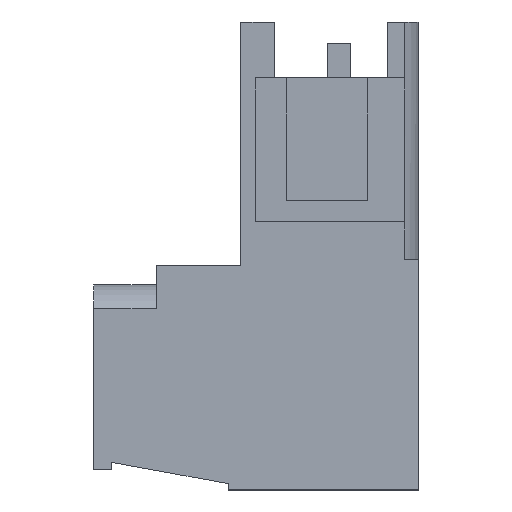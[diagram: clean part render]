
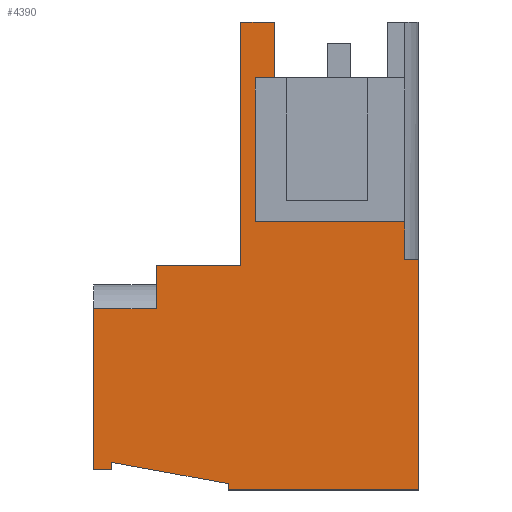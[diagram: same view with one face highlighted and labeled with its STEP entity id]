
A CAD part, left-side view. The second image highlights one B-rep face of the part: STEP entity #4390.
In plain terms, the highlighted planar face has unit normal (-1, 0, 0).
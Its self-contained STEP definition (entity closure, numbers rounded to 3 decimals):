
#2108=AXIS2_PLACEMENT_3D('Plane Axis2P3D',#2105,#2106,#2107) ;
#2090=CARTESIAN_POINT('Vertex',(0.98,6.785,19.415)) ;
#2105=CARTESIAN_POINT('Axis2P3D Location',(0.98,3.66,22.05)) ;
#2210=CARTESIAN_POINT('Vertex',(0.98,0.65,12.635)) ;
#2213=CARTESIAN_POINT('Line Origine',(0.98,0.65,11.743)) ;
#2217=CARTESIAN_POINT('Vertex',(0.98,0.65,10.85)) ;
#2275=CARTESIAN_POINT('Vertex',(0.98,6.785,22.05)) ;
#2278=CARTESIAN_POINT('Line Origine',(0.98,6.785,20.732)) ;
#2997=CARTESIAN_POINT('Line Origine',(0.98,7.23,19.415)) ;
#3001=CARTESIAN_POINT('Vertex',(0.98,7.675,19.415)) ;
#4169=CARTESIAN_POINT('Line Origine',(0.98,0.325,10.85)) ;
#4173=CARTESIAN_POINT('Vertex',(0.98,0.,10.85)) ;
#4268=CARTESIAN_POINT('Vertex',(0.98,7.675,12.635)) ;
#4271=CARTESIAN_POINT('Line Origine',(0.98,4.163,12.635)) ;
#4283=CARTESIAN_POINT('Line Origine',(0.98,7.675,16.025)) ;
#4288=CARTESIAN_POINT('Line Origine',(0.98,7.575,22.05)) ;
#4292=CARTESIAN_POINT('Vertex',(0.98,8.365,22.05)) ;
#4295=CARTESIAN_POINT('Line Origine',(0.98,8.365,16.318)) ;
#4299=CARTESIAN_POINT('Vertex',(0.98,8.365,10.586)) ;
#4302=CARTESIAN_POINT('Line Origine',(0.98,10.358,10.586)) ;
#4306=CARTESIAN_POINT('Vertex',(0.98,12.35,10.586)) ;
#4309=CARTESIAN_POINT('Line Origine',(0.98,12.35,9.568)) ;
#4313=CARTESIAN_POINT('Vertex',(0.98,12.35,8.55)) ;
#4316=CARTESIAN_POINT('Line Origine',(0.98,13.825,8.55)) ;
#4320=CARTESIAN_POINT('Vertex',(0.98,15.3,8.55)) ;
#4323=CARTESIAN_POINT('Line Origine',(0.98,15.3,4.75)) ;
#4327=CARTESIAN_POINT('Vertex',(0.98,15.3,0.95)) ;
#4330=CARTESIAN_POINT('Line Origine',(0.98,14.875,0.95)) ;
#4334=CARTESIAN_POINT('Vertex',(0.98,14.45,0.95)) ;
#4337=CARTESIAN_POINT('Line Origine',(0.98,14.45,1.127)) ;
#4341=CARTESIAN_POINT('Vertex',(0.98,14.45,1.303)) ;
#4344=CARTESIAN_POINT('Line Origine',(0.98,11.705,0.801)) ;
#4348=CARTESIAN_POINT('Vertex',(0.98,8.961,0.299)) ;
#4351=CARTESIAN_POINT('Line Origine',(0.98,8.961,0.149)) ;
#4355=CARTESIAN_POINT('Vertex',(0.98,8.961,0.)) ;
#4358=CARTESIAN_POINT('Line Origine',(0.98,4.48,0.)) ;
#4362=CARTESIAN_POINT('Vertex',(0.98,0.,0.)) ;
#4365=CARTESIAN_POINT('Line Origine',(0.98,0.,5.425)) ;
#2106=DIRECTION('Axis2P3D Direction',(1.,0.,0.)) ;
#2107=DIRECTION('Axis2P3D XDirection',(0.,1.,0.)) ;
#2214=DIRECTION('Vector Direction',(0.,0.,-1.)) ;
#2279=DIRECTION('Vector Direction',(0.,0.,1.)) ;
#2998=DIRECTION('Vector Direction',(0.,-1.,0.)) ;
#4170=DIRECTION('Vector Direction',(0.,-1.,0.)) ;
#4272=DIRECTION('Vector Direction',(0.,-1.,0.)) ;
#4284=DIRECTION('Vector Direction',(0.,0.,-1.)) ;
#4289=DIRECTION('Vector Direction',(0.,-1.,0.)) ;
#4296=DIRECTION('Vector Direction',(0.,0.,-1.)) ;
#4303=DIRECTION('Vector Direction',(0.,-1.,0.)) ;
#4310=DIRECTION('Vector Direction',(0.,0.,1.)) ;
#4317=DIRECTION('Vector Direction',(0.,-1.,0.)) ;
#4324=DIRECTION('Vector Direction',(0.,0.,1.)) ;
#4331=DIRECTION('Vector Direction',(0.,1.,0.)) ;
#4338=DIRECTION('Vector Direction',(0.,0.,-1.)) ;
#4345=DIRECTION('Vector Direction',(0.,-0.984,-0.18)) ;
#4352=DIRECTION('Vector Direction',(0.,0.,-1.)) ;
#4359=DIRECTION('Vector Direction',(0.,-1.,0.)) ;
#4366=DIRECTION('Vector Direction',(0.,0.,-1.)) ;
#2215=VECTOR('Line Direction',#2214,1.) ;
#2280=VECTOR('Line Direction',#2279,1.) ;
#2999=VECTOR('Line Direction',#2998,1.) ;
#4171=VECTOR('Line Direction',#4170,1.) ;
#4273=VECTOR('Line Direction',#4272,1.) ;
#4285=VECTOR('Line Direction',#4284,1.) ;
#4290=VECTOR('Line Direction',#4289,1.) ;
#4297=VECTOR('Line Direction',#4296,1.) ;
#4304=VECTOR('Line Direction',#4303,1.) ;
#4311=VECTOR('Line Direction',#4310,1.) ;
#4318=VECTOR('Line Direction',#4317,1.) ;
#4325=VECTOR('Line Direction',#4324,1.) ;
#4332=VECTOR('Line Direction',#4331,1.) ;
#4339=VECTOR('Line Direction',#4338,1.) ;
#4346=VECTOR('Line Direction',#4345,1.) ;
#4353=VECTOR('Line Direction',#4352,1.) ;
#4360=VECTOR('Line Direction',#4359,1.) ;
#4367=VECTOR('Line Direction',#4366,1.) ;
#4371=ORIENTED_EDGE('',*,*,#4275,.F.) ;
#4372=ORIENTED_EDGE('',*,*,#4287,.T.) ;
#4373=ORIENTED_EDGE('',*,*,#3003,.T.) ;
#4374=ORIENTED_EDGE('',*,*,#2282,.T.) ;
#4375=ORIENTED_EDGE('',*,*,#4294,.F.) ;
#4376=ORIENTED_EDGE('',*,*,#4301,.T.) ;
#4377=ORIENTED_EDGE('',*,*,#4308,.F.) ;
#4378=ORIENTED_EDGE('',*,*,#4315,.F.) ;
#4379=ORIENTED_EDGE('',*,*,#4322,.F.) ;
#4380=ORIENTED_EDGE('',*,*,#4329,.F.) ;
#4381=ORIENTED_EDGE('',*,*,#4336,.F.) ;
#4382=ORIENTED_EDGE('',*,*,#4343,.F.) ;
#4383=ORIENTED_EDGE('',*,*,#4350,.T.) ;
#4384=ORIENTED_EDGE('',*,*,#4357,.T.) ;
#4385=ORIENTED_EDGE('',*,*,#4364,.T.) ;
#4386=ORIENTED_EDGE('',*,*,#4369,.F.) ;
#4387=ORIENTED_EDGE('',*,*,#4175,.F.) ;
#4388=ORIENTED_EDGE('',*,*,#2219,.F.) ;
#4390=ADVANCED_FACE('HOUSING',(#4389),#2109,.F.) ;
#2219=EDGE_CURVE('',#2211,#2218,#2216,.T.) ;
#2282=EDGE_CURVE('',#2091,#2276,#2281,.T.) ;
#3003=EDGE_CURVE('',#3002,#2091,#3000,.T.) ;
#4175=EDGE_CURVE('',#2218,#4174,#4172,.T.) ;
#4275=EDGE_CURVE('',#4269,#2211,#4274,.T.) ;
#4287=EDGE_CURVE('',#4269,#3002,#4286,.F.) ;
#4294=EDGE_CURVE('',#4293,#2276,#4291,.T.) ;
#4301=EDGE_CURVE('',#4293,#4300,#4298,.T.) ;
#4308=EDGE_CURVE('',#4307,#4300,#4305,.T.) ;
#4315=EDGE_CURVE('',#4314,#4307,#4312,.T.) ;
#4322=EDGE_CURVE('',#4321,#4314,#4319,.T.) ;
#4329=EDGE_CURVE('',#4328,#4321,#4326,.T.) ;
#4336=EDGE_CURVE('',#4335,#4328,#4333,.T.) ;
#4343=EDGE_CURVE('',#4342,#4335,#4340,.T.) ;
#4350=EDGE_CURVE('',#4342,#4349,#4347,.T.) ;
#4357=EDGE_CURVE('',#4349,#4356,#4354,.T.) ;
#4364=EDGE_CURVE('',#4356,#4363,#4361,.T.) ;
#4369=EDGE_CURVE('',#4174,#4363,#4368,.T.) ;
#4370=EDGE_LOOP('',(#4371,#4372,#4373,#4374,#4375,#4376,#4377,#4378,#4379,#4380,#4381,#4382,#4383,#4384,#4385,#4386,#4387,#4388)) ;
#4389=FACE_OUTER_BOUND('',#4370,.T.) ;
#2216=LINE('Line',#2213,#2215) ;
#2281=LINE('Line',#2278,#2280) ;
#3000=LINE('Line',#2997,#2999) ;
#4172=LINE('Line',#4169,#4171) ;
#4274=LINE('Line',#4271,#4273) ;
#4286=LINE('Line',#4283,#4285) ;
#4291=LINE('Line',#4288,#4290) ;
#4298=LINE('Line',#4295,#4297) ;
#4305=LINE('Line',#4302,#4304) ;
#4312=LINE('Line',#4309,#4311) ;
#4319=LINE('Line',#4316,#4318) ;
#4326=LINE('Line',#4323,#4325) ;
#4333=LINE('Line',#4330,#4332) ;
#4340=LINE('Line',#4337,#4339) ;
#4347=LINE('Line',#4344,#4346) ;
#4354=LINE('Line',#4351,#4353) ;
#4361=LINE('Line',#4358,#4360) ;
#4368=LINE('Line',#4365,#4367) ;
#2109=PLANE('',#2108) ;
#2091=VERTEX_POINT('',#2090) ;
#2211=VERTEX_POINT('',#2210) ;
#2218=VERTEX_POINT('',#2217) ;
#2276=VERTEX_POINT('',#2275) ;
#3002=VERTEX_POINT('',#3001) ;
#4174=VERTEX_POINT('',#4173) ;
#4269=VERTEX_POINT('',#4268) ;
#4293=VERTEX_POINT('',#4292) ;
#4300=VERTEX_POINT('',#4299) ;
#4307=VERTEX_POINT('',#4306) ;
#4314=VERTEX_POINT('',#4313) ;
#4321=VERTEX_POINT('',#4320) ;
#4328=VERTEX_POINT('',#4327) ;
#4335=VERTEX_POINT('',#4334) ;
#4342=VERTEX_POINT('',#4341) ;
#4349=VERTEX_POINT('',#4348) ;
#4356=VERTEX_POINT('',#4355) ;
#4363=VERTEX_POINT('',#4362) ;
